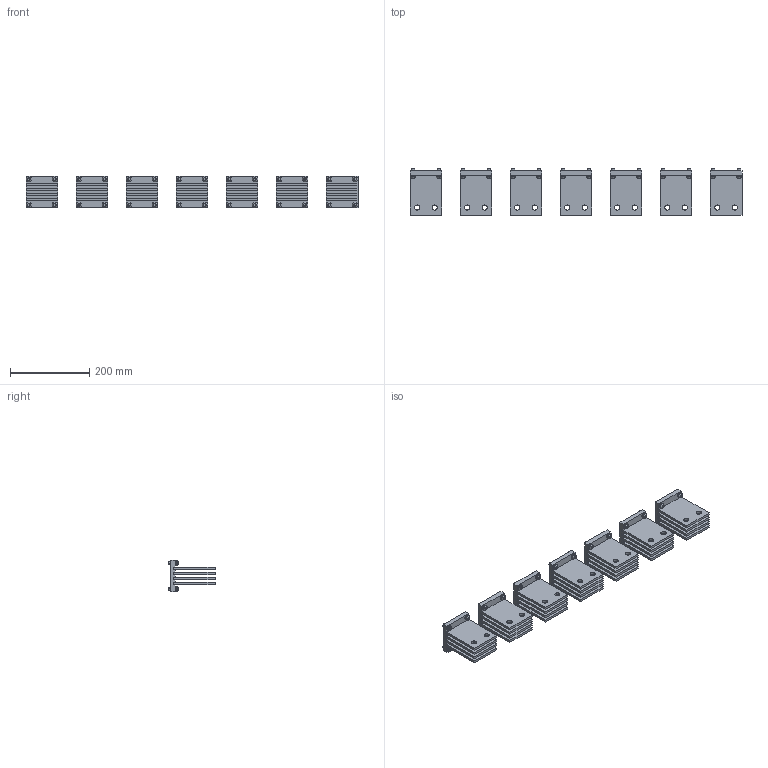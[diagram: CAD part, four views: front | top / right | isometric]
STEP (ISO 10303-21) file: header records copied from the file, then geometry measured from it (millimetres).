
FILE_DESCRIPTION(('CATIA V5 STEP Exchange'),'2;1');
FILE_NAME('1SDH001336R0293_E6.2_W_IV_TERMINALS_HR_UL_LOWER_5000A.stp','2014-09-18T15:49:56+00:00',('none'),('none'),'CATIA Version 5 Release 20 SP 6 (IN-10)','CATIA V5 STEP AP214','none');
FILE_SCHEMA(('AUTOMOTIVE_DESIGN { 1 0 10303 214 1 1 1 1 }'));
Length unit declared in the file: millimetre
Products named in the file (1): E6.2_W_IV_TERMINALS_HR_UL_LOWER_5000A_AllCATPart
Bounding box: 836 x 116.5 x 80 mm (x, y, z)
Volume: 1861894.8 mm3; surface area: 714928 mm2
Topology: 119 solids, 119 shells, 1778 faces, 4228 edges, 2744 vertices
Faces by surface type: plane 770, cylinder 560, torus 392, revolution 56
Entity records: 50352 total; most frequent: CARTESIAN_POINT 10466, ORIENTED_EDGE 8456, DIRECTION 6566, EDGE_CURVE 4228, AXIS2_PLACEMENT_3D 3214, VERTEX_POINT 2744, EDGE_LOOP 2058, VECTOR 1988
